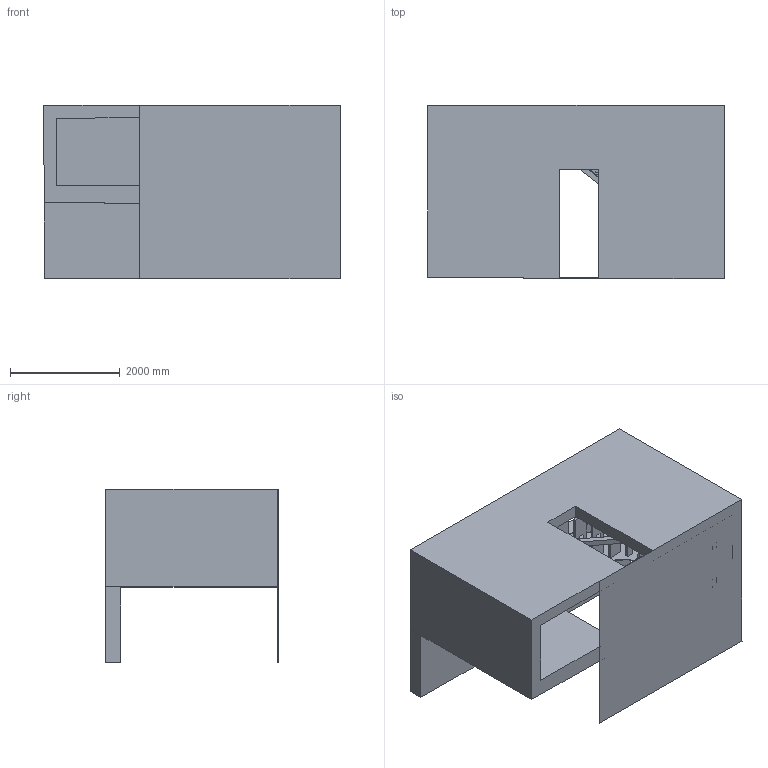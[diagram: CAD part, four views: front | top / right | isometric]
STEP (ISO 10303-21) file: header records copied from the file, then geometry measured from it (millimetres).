
FILE_DESCRIPTION(/* description */ (''),/* implementation_level */ '2;1');
FILE_NAME(/* name */ 'MC2533 Charlon.stp',/* time_stamp */ '2025-05-31T14:12:00+02:00',/* author */ ('Cordi'),/* organization */ (''),/* preprocessor_version */ 'ST-DEVELOPER v20.1',/* originating_system */ 'Autodesk Inventor 2026',/* authorisation */ '');
FILE_SCHEMA (('AUTOMOTIVE_DESIGN { 1 0 10303 214 3 1 1 }'));
Length unit declared in the file: millimetre
Products named in the file (1): MC2533 Charlon
Bounding box: 5402.37 x 3159.44 x 3164.07 mm (x, y, z)
Volume: 10946951848.7 mm3; surface area: 129275017 mm2
Topology: 40 solids, 40 shells, 276 faces, 595 edges, 394 vertices
Faces by surface type: plane 276
Entity records: 7342 total; most frequent: CARTESIAN_POINT 1266, ORIENTED_EDGE 1190, DIRECTION 1149, LINE 595, VECTOR 595, EDGE_CURVE 595, VERTEX_POINT 394, EDGE_LOOP 278
